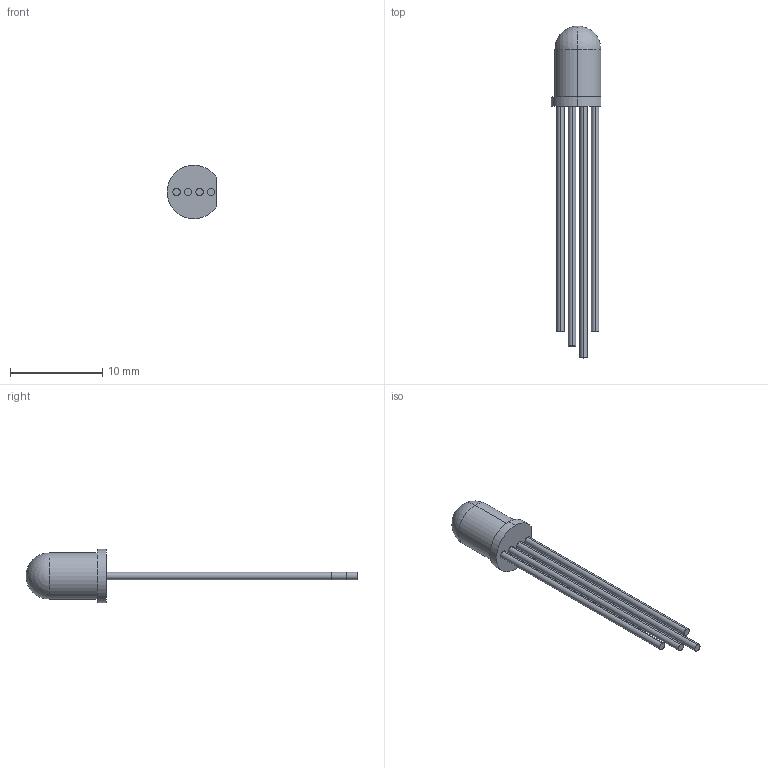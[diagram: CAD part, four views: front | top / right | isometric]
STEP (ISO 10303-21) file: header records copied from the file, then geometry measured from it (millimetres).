
FILE_DESCRIPTION (( 'STEP AP214' ), '1' );
FILE_NAME ('NTE30155.STEP', '2023-03-05T13:22:46', ( '' ), ( '' ), 'SwSTEP 2.0', 'SolidWorks 2017', '' );
FILE_SCHEMA (( 'AUTOMOTIVE_DESIGN' ));
Length unit declared in the file: millimetre
Products named in the file (1): NTE30155
Bounding box: 5.4 x 36 x 5.8 mm (x, y, z)
Volume: 211.8 mm3; surface area: 431.3 mm2
Topology: 5 solids, 5 shells, 26 faces, 50 edges, 32 vertices
Faces by surface type: cylinder 13, plane 11, sphere 2
Entity records: 713 total; most frequent: DIRECTION 129, CARTESIAN_POINT 103, ORIENTED_EDGE 92, AXIS2_PLACEMENT_3D 56, EDGE_CURVE 46, VERTEX_POINT 30, CIRCLE 29, FACE_OUTER_BOUND 26
